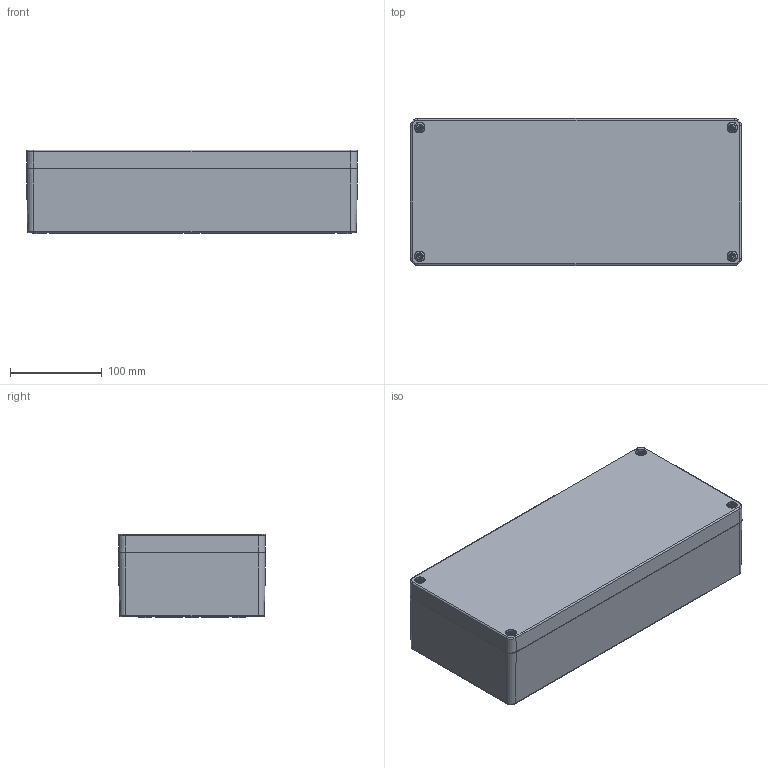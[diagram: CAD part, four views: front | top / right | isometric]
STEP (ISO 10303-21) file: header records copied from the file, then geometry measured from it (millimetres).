
FILE_DESCRIPTION((''),'2;1');
FILE_NAME('0101102800-MBA_361690_VE.stp','2014-12-04T09:34:56',('robin.rentz'),(''),'Autodesk Inventor 2012','Autodesk Inventor 2012','');
FILE_SCHEMA(('CONFIG_CONTROL_DESIGN'));
Length unit declared in the file: millimetre
Products named in the file (5): 0101102800-MBA_361690_VE; 0100102802-UT_361690_VE; 0100102801-OT_361690_VE; xxx-O-Ring-MBA_361690; Schraube BM 6x25
Assembly tree (7 placements, depth 2):
  0101102800-MBA_361690_VE
    0100102802-UT_361690_VE
    0100102801-OT_361690_VE
    xxx-O-Ring-MBA_361690
    Schraube BM 6x25  x4
Bounding box: 359.99 x 159.99 x 91 mm (x, y, z)
Volume: 1025655.3 mm3; surface area: 438433.5 mm2
Topology: 7 solids, 7 shells, 1589 faces, 3990 edges, 2519 vertices
Faces by surface type: plane 631, bspline 355, cylinder 264, torus 202, cone 132, sphere 5
Full cylindrical faces by diameter (mm): 4.917 x11, 5 x4, 6 x4, 7 x4, 7.2 x5, 7.5 x4, 8 x5, 10 x6, 11 x4, 14.5 x4
Entity records: 46374 total; most frequent: CARTESIAN_POINT 13751, ORIENTED_EDGE 7058, DIRECTION 5835, EDGE_CURVE 3529, VERTEX_POINT 2297, AXIS2_PLACEMENT_3D 1946, VECTOR 1943, LINE 1943
